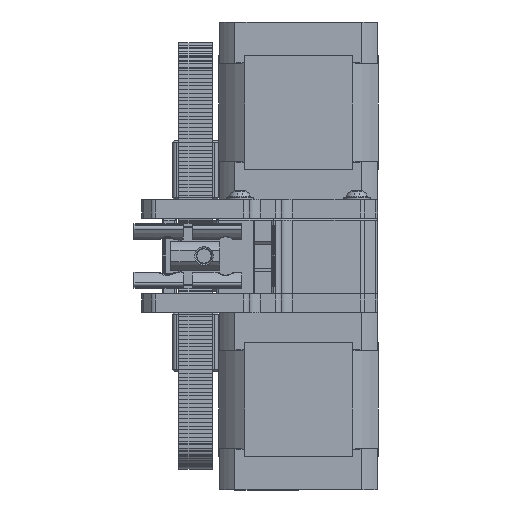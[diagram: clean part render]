
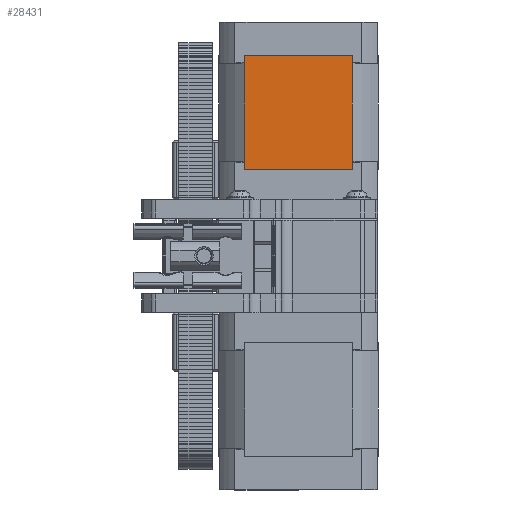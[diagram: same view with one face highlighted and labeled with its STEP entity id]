
A CAD part, left-side view. The second image highlights one B-rep face of the part: STEP entity #28431.
In plain terms, the highlighted face is planar.
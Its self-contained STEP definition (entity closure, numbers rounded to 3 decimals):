
#1901=PLANE('',#30949);
#3295=FACE_OUTER_BOUND('',#4895,.T.);
#4895=EDGE_LOOP('',(#25839,#25840,#25841,#25842,#25843,#25844,#25845,#25846,
#25847,#25848,#25849,#25850));
#7897=LINE('',#48030,#10956);
#7903=LINE('',#48060,#10962);
#7915=LINE('',#48098,#10974);
#7917=LINE('',#48103,#10976);
#7919=LINE('',#48109,#10978);
#7977=LINE('',#48315,#11036);
#7978=LINE('',#48320,#11037);
#7979=LINE('',#48324,#11038);
#7981=LINE('',#48332,#11040);
#7983=LINE('',#48336,#11042);
#7984=LINE('',#48338,#11043);
#7993=LINE('',#48369,#11052);
#10956=VECTOR('',#37994,5.724);
#10962=VECTOR('',#38018,30.2);
#10974=VECTOR('',#38058,0.1);
#10976=VECTOR('',#38062,5.724);
#10978=VECTOR('',#38068,0.1);
#11036=VECTOR('',#38266,30.2);
#11037=VECTOR('',#38273,17.012);
#11038=VECTOR('',#38278,0.1);
#11040=VECTOR('',#38284,0.1);
#11042=VECTOR('',#38290,5.724);
#11043=VECTOR('',#38293,5.724);
#11052=VECTOR('',#38328,17.012);
#14366=VERTEX_POINT('',#48027);
#14367=VERTEX_POINT('',#48029);
#14376=VERTEX_POINT('',#48059);
#14388=VERTEX_POINT('',#48096);
#14390=VERTEX_POINT('',#48102);
#14392=VERTEX_POINT('',#48108);
#14457=VERTEX_POINT('',#48312);
#14458=VERTEX_POINT('',#48314);
#14459=VERTEX_POINT('',#48318);
#14460=VERTEX_POINT('',#48322);
#14463=VERTEX_POINT('',#48329);
#14464=VERTEX_POINT('',#48331);
#18159=EDGE_CURVE('',#14366,#14367,#7897,.T.);
#18172=EDGE_CURVE('',#14367,#14376,#7903,.T.);
#18192=EDGE_CURVE('',#14366,#14388,#7915,.T.);
#18194=EDGE_CURVE('',#14376,#14390,#7917,.T.);
#18197=EDGE_CURVE('',#14392,#14390,#7919,.T.);
#18294=EDGE_CURVE('',#14458,#14457,#7977,.T.);
#18297=EDGE_CURVE('',#14388,#14459,#7978,.T.);
#18299=EDGE_CURVE('',#14459,#14460,#7979,.T.);
#18302=EDGE_CURVE('',#14464,#14463,#7981,.T.);
#18305=EDGE_CURVE('',#14457,#14464,#7983,.T.);
#18306=EDGE_CURVE('',#14460,#14458,#7984,.T.);
#18321=EDGE_CURVE('',#14463,#14392,#7993,.T.);
#25839=ORIENTED_EDGE('',*,*,#18297,.T.);
#25840=ORIENTED_EDGE('',*,*,#18299,.T.);
#25841=ORIENTED_EDGE('',*,*,#18306,.T.);
#25842=ORIENTED_EDGE('',*,*,#18294,.T.);
#25843=ORIENTED_EDGE('',*,*,#18305,.T.);
#25844=ORIENTED_EDGE('',*,*,#18302,.T.);
#25845=ORIENTED_EDGE('',*,*,#18321,.T.);
#25846=ORIENTED_EDGE('',*,*,#18197,.T.);
#25847=ORIENTED_EDGE('',*,*,#18194,.F.);
#25848=ORIENTED_EDGE('',*,*,#18172,.F.);
#25849=ORIENTED_EDGE('',*,*,#18159,.F.);
#25850=ORIENTED_EDGE('',*,*,#18192,.T.);
#28431=ADVANCED_FACE('',(#3295),#1901,.T.);
#30949=AXIS2_PLACEMENT_3D('',#48368,#38326,#38327);
#37994=DIRECTION('',(0.,1.,0.));
#38018=DIRECTION('',(0.,0.,-1.));
#38058=DIRECTION('',(0.,0.,1.));
#38062=DIRECTION('',(0.,-1.,0.));
#38068=DIRECTION('',(0.,0.,1.));
#38266=DIRECTION('',(0.,0.,-1.));
#38273=DIRECTION('',(0.,-1.,0.));
#38278=DIRECTION('',(0.,0.,-1.));
#38284=DIRECTION('',(0.,0.,-1.));
#38290=DIRECTION('',(0.,1.,0.));
#38293=DIRECTION('',(0.,-1.,0.));
#38326=DIRECTION('center_axis',(1.,0.,0.));
#38327=DIRECTION('ref_axis',(0.,0.,
-1.));
#38328=DIRECTION('',(0.,1.,0.));
#48027=CARTESIAN_POINT('',(21.1,8.506,10.66));
#48029=CARTESIAN_POINT('',(21.1,14.23,10.66));
#48030=CARTESIAN_POINT('',(21.1,8.506,10.66));
#48059=CARTESIAN_POINT('',(21.1,14.23,-19.54));
#48060=CARTESIAN_POINT('',(21.1,14.23,10.66));
#48096=CARTESIAN_POINT('',(21.1,8.506,10.76));
#48098=CARTESIAN_POINT('',(21.1,8.506,10.66));
#48102=CARTESIAN_POINT('',(21.1,8.506,-19.54));
#48103=CARTESIAN_POINT('',(21.1,14.23,-19.54));
#48108=CARTESIAN_POINT('',(21.1,8.506,-19.64));
#48109=CARTESIAN_POINT('',(21.1,8.506,-19.64));
#48312=CARTESIAN_POINT('',(21.1,-14.23,-19.54));
#48314=CARTESIAN_POINT('',(21.1,-14.23,10.66));
#48315=CARTESIAN_POINT('',(21.1,-14.23,10.66));
#48318=CARTESIAN_POINT('',(21.1,-8.506,10.76));
#48320=CARTESIAN_POINT('',(21.1,8.506,10.76));
#48322=CARTESIAN_POINT('',(21.1,-8.506,10.66));
#48324=CARTESIAN_POINT('',(21.1,-8.506,10.76));
#48329=CARTESIAN_POINT('',(21.1,-8.506,-19.64));
#48331=CARTESIAN_POINT('',(21.1,-8.506,-19.54));
#48332=CARTESIAN_POINT('',(21.1,-8.506,-19.54));
#48336=CARTESIAN_POINT('',(21.1,-14.23,-19.54));
#48338=CARTESIAN_POINT('',(21.1,-8.506,10.66));
#48368=CARTESIAN_POINT('Origin',(21.1,-14.231,10.761));
#48369=CARTESIAN_POINT('',(21.1,-8.506,-19.64));
